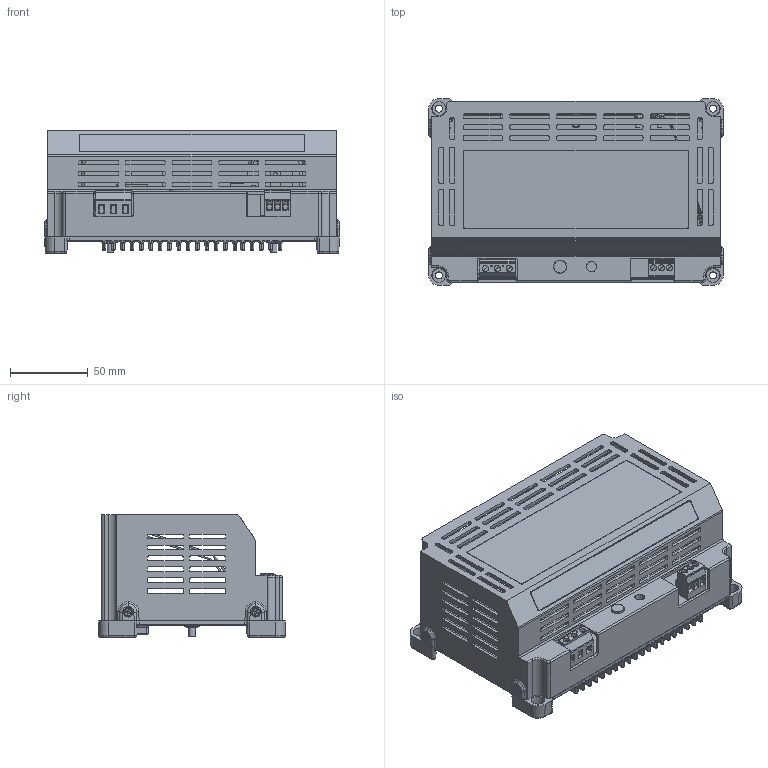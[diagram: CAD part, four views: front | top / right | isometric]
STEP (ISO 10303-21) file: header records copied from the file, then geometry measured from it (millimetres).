
FILE_DESCRIPTION(/* description */ ('STEP AP203'),/* implementation_level */ '2;1');
FILE_NAME(/* name */ 'DBC-1 2410_20200914.stp',/* time_stamp */ '2020-09-14T11:10:13+02:00',/* author */ ('DEIF'),/* organization */ (''),/* preprocessor_version */ 'ST-DEVELOPER v18',/* originating_system */ 'Autodesk Inventor 2020',/* authorisation */ '');
FILE_SCHEMA (('AUTOMOTIVE_DESIGN { 1 0 10303 214 3 1 1 }'));
Products named in the file (22): 2410D döküm şase montaj; 2410 ALT SASE; 2410 Üst Kapak 01.12-2010-Part-1; MKN 260-01 6mm SABITLEME ,01; Pan Head Cross Recess Screw_DIN_ISO 7045 - M3 x 12 - Z --- 12N; Pan Head Cross Recess Screw_DIN_ISO 7045 - M4 x 10 - Z --- 10N; Diffuser; metrik týrtýl rondela_0339-4006; METRÝK PUL_0339-4002; 2410 SENSOR TERMINALI-KABLOLU; Pan Head Cross Recess Screw_DIN_ISO 7045 - M3 x 10 - Z --- 10N; metrik týrtýl rondela_0339-4005; M3somun_M 3; 033-3082 2.9x6,5 DÜZ SAC VÝDASI_2.9x9.5; 2410 bs; 2410 ue; 2410D montaj v15.12.2010; 2410D pcb; TERMÝNAL 1x2; 1730641_5.08_5; 1731734_7.62_3; 20x30 silkon ped
Assembly tree (39 placements, depth 3):
  2410D döküm şase montaj
    2410 ALT SASE
    2410 Üst Kapak 01.12-2010-Part-1
    MKN 260-01 6mm SABITLEME ,01  x3
    Pan Head Cross Recess Screw_DIN_ISO 7045 - M3 x 12 - Z --- 12N  x3
    Pan Head Cross Recess Screw_DIN_ISO 7045 - M4 x 10 - Z --- 10N  x2
    Diffuser
    METRÝK PUL_0339-4002  x2
    metrik týrtýl rondela_0339-4006  x2
    2410 SENSOR TERMINALI-KABLOLU
    Pan Head Cross Recess Screw_DIN_ISO 7045 - M3 x 10 - Z --- 10N
    metrik týrtýl rondela_0339-4005
    M3somun_M 3
    033-3082 2.9x6,5 DÜZ SAC VÝDASI_2.9x9.5  x10
    2410 bs
    2410 ue
    2410D montaj v15.12.2010
      2410D pcb
      TERMÝNAL 1x2
      1730641_5.08_5
      1731734_7.62_3
    20x30 silkon ped  x3
Bounding box: 189 x 120 x 78.7 mm (x, y, z)
Volume: 257418.9 mm3; surface area: 255699.1 mm2
Topology: 38 solids, 38 shells, 3967 faces, 10138 edges, 6308 vertices
Faces by surface type: plane 1505, cylinder 1480, bspline 400, sphere 203, cone 193, torus 186
Full cylindrical faces by diameter (mm): 0.457 x2, 1 x2, 1.3 x3, 1.45 x3, 2.459 x1, 2.5 x9, 2.845 x10, 3 x8, 3.2 x6, 3.4 x1, 3.5 x5, 3.783 x3, 3.8 x7, 4 x8, 4.3 x2, 4.4 x2, 4.5 x1, 5.563 x10, 5.6 x4, 6 x4, 6.5 x1, 8 x2, 8.5 x1, 9 x2
Entity records: 161762 total; most frequent: CARTESIAN_POINT 76334, ORIENTED_EDGE 17914, DIRECTION 17653, EDGE_CURVE 8957, AXIS2_PLACEMENT_3D 6419, VERTEX_POINT 5546, LINE 4815, VECTOR 4815
